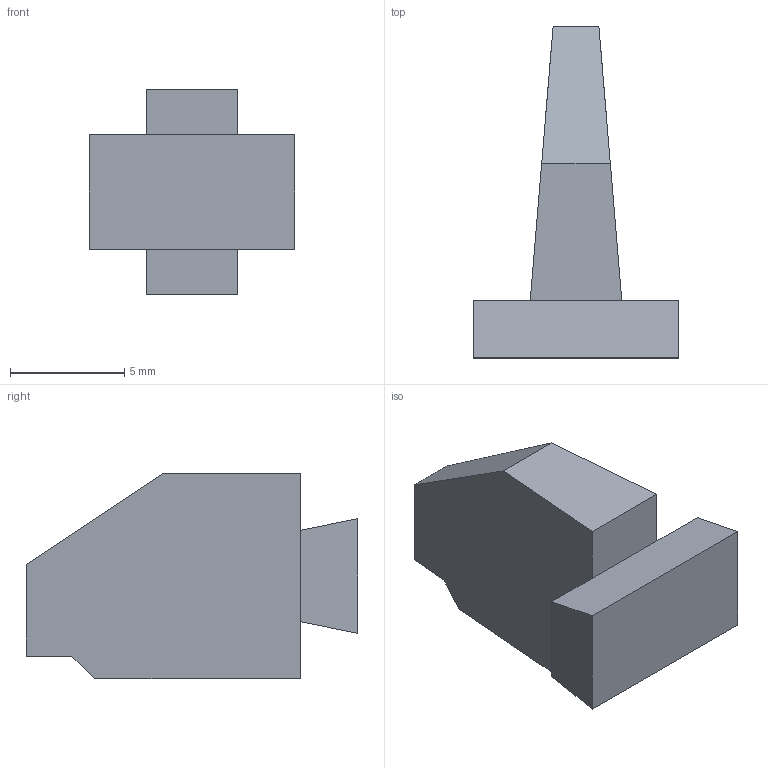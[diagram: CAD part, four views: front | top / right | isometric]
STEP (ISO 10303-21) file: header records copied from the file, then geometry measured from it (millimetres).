
FILE_DESCRIPTION (( 'STEP AP203' ), '1' );
FILE_NAME ('Guidon.STEP', '2020-06-13T15:41:27', ( '' ), ( '' ), 'SwSTEP 2.0', 'SolidWorks 2013', '' );
FILE_SCHEMA (( 'CONFIG_CONTROL_DESIGN' ));
Length unit declared in the file: millimetre
Products named in the file (1): Guidon
Bounding box: 9 x 14.5 x 9 mm (x, y, z)
Volume: 391.7 mm3; surface area: 425.1 mm2
Topology: 1 solids, 1 shells, 17 faces, 41 edges, 26 vertices
Faces by surface type: plane 17
Entity records: 560 total; most frequent: CARTESIAN_POINT 85, ORIENTED_EDGE 82, DIRECTION 77, EDGE_CURVE 41, LINE 41, VECTOR 41, VERTEX_POINT 26, AXIS2_PLACEMENT_3D 18
